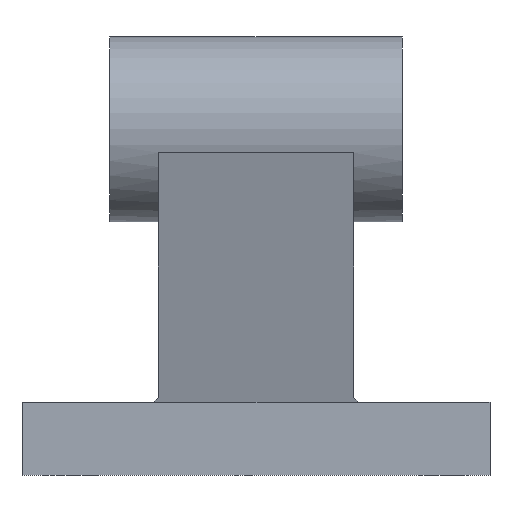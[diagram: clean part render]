
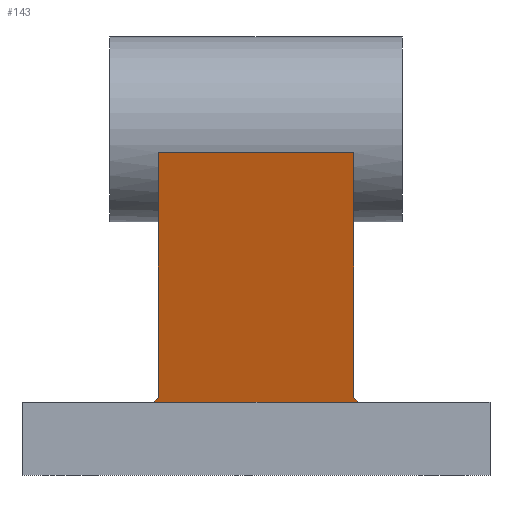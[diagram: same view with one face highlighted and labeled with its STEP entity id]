
A CAD part, left-side view. The second image highlights one B-rep face of the part: STEP entity #143.
In plain terms, the highlighted planar face has unit normal (-0.968, 0, -0.253).
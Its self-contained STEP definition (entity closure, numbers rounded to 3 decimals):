
#10 = CARTESIAN_POINT ( 'NONE',  ( -11.712, 71.803, 59.803 ) ) ;
#19 = DIRECTION ( 'NONE',  ( 0., -1., 0. ) ) ;
#29 = CARTESIAN_POINT ( 'NONE',  ( -6.656, 43.536, 40.464 ) ) ;
#60 = DIRECTION ( 'NONE',  ( -0.182, 0.695, 0.695 ) ) ;
#63 = CARTESIAN_POINT ( 'NONE',  ( -13.382, 68., 66.195 ) ) ;
#66 = DIRECTION ( 'NONE',  ( 0.182, 0.695, -0.695 ) ) ;
#73 = DIRECTION ( 'NONE',  ( 0., -1., 0. ) ) ;
#108 = CARTESIAN_POINT ( 'NONE',  ( 0., 68., 15. ) ) ;
#143 = ADVANCED_FACE ( 'NONE', ( #413 ), #840, .F. ) ;
#189 = EDGE_LOOP ( 'NONE', ( #1183, #1256, #1120, #1176, #1229, #1243 ) ) ;
#262 = LINE ( 'NONE', #701, #444 ) ;
#298 = VECTOR ( 'NONE', #60, 1000. ) ;
#312 = VECTOR ( 'NONE', #19, 1000. ) ;
#324 = LINE ( 'NONE', #550, #329 ) ;
#329 = VECTOR ( 'NONE', #519, 1000. ) ;
#340 = VECTOR ( 'NONE', #66, 1000. ) ;
#354 = LINE ( 'NONE', #10, #298 ) ;
#355 = LINE ( 'NONE', #63, #312 ) ;
#413 = FACE_OUTER_BOUND ( 'NONE', #189, .T. ) ;
#433 = VECTOR ( 'NONE', #73, 1000. ) ;
#444 = VECTOR ( 'NONE', #734, 1000. ) ;
#453 = LINE ( 'NONE', #108, #433 ) ;
#465 = LINE ( 'NONE', #29, #340 ) ;
#519 = DIRECTION ( 'NONE',  ( -0.253, 0., 0.967 ) ) ;
#550 = CARTESIAN_POINT ( 'NONE',  ( -12.642, 28., 63.363 ) ) ;
#600 = CARTESIAN_POINT ( 'NONE',  ( -0.261, 28., 16. ) ) ;
#601 = CARTESIAN_POINT ( 'NONE',  ( -13.382, 28., 66.195 ) ) ;
#608 = CARTESIAN_POINT ( 'NONE',  ( 0., 69., 15. ) ) ;
#701 = CARTESIAN_POINT ( 'NONE',  ( -12.642, 68., 63.363 ) ) ;
#714 = CARTESIAN_POINT ( 'NONE',  ( -0.261, 68., 16. ) ) ;
#718 = CARTESIAN_POINT ( 'NONE',  ( 0., 27., 15. ) ) ;
#734 = DIRECTION ( 'NONE',  ( -0.253, 0., 0.967 ) ) ;
#774 = CARTESIAN_POINT ( 'NONE',  ( -13.382, 68., 66.195 ) ) ;
#794 = DIRECTION ( 'NONE',  ( 0.253, 0., -0.967 ) ) ;
#795 = DIRECTION ( 'NONE',  ( 0.967, 0., 0.253 ) ) ;
#804 = VERTEX_POINT ( 'NONE', #601 ) ;
#812 = VERTEX_POINT ( 'NONE', #600 ) ;
#818 = VERTEX_POINT ( 'NONE', #718 ) ;
#822 = VERTEX_POINT ( 'NONE', #608 ) ;
#840 = PLANE ( 'NONE',  #925 ) ;
#844 = CARTESIAN_POINT ( 'NONE',  ( -12.642, 68., 63.363 ) ) ;
#851 = VERTEX_POINT ( 'NONE', #714 ) ;
#858 = VERTEX_POINT ( 'NONE', #774 ) ;
#902 = EDGE_CURVE ( 'NONE', #851, #858, #262, .T. ) ;
#925 = AXIS2_PLACEMENT_3D ( 'NONE', #844, #795, #794 ) ;
#933 = EDGE_CURVE ( 'NONE', #822, #818, #453, .T. ) ;
#954 = EDGE_CURVE ( 'NONE', #818, #812, #354, .T. ) ;
#960 = EDGE_CURVE ( 'NONE', #858, #804, #355, .T. ) ;
#1012 = EDGE_CURVE ( 'NONE', #851, #822, #465, .T. ) ;
#1062 = EDGE_CURVE ( 'NONE', #812, #804, #324, .T. ) ;
#1120 = ORIENTED_EDGE ( 'NONE', *, *, #1062, .T. ) ;
#1176 = ORIENTED_EDGE ( 'NONE', *, *, #960, .F. ) ;
#1183 = ORIENTED_EDGE ( 'NONE', *, *, #933, .T. ) ;
#1229 = ORIENTED_EDGE ( 'NONE', *, *, #902, .F. ) ;
#1243 = ORIENTED_EDGE ( 'NONE', *, *, #1012, .T. ) ;
#1256 = ORIENTED_EDGE ( 'NONE', *, *, #954, .T. ) ;
